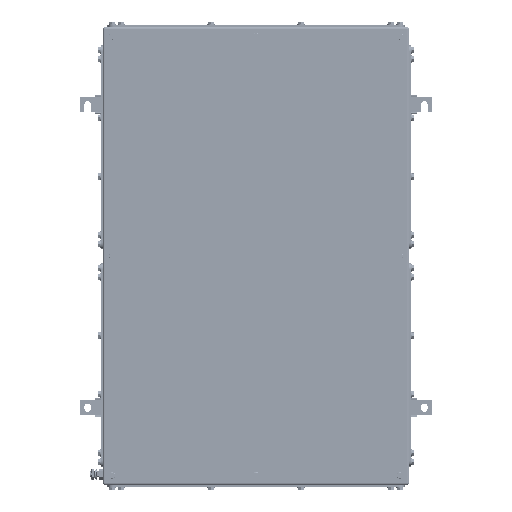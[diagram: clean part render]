
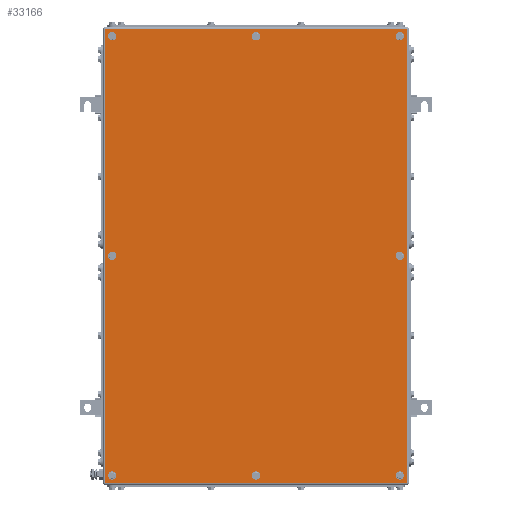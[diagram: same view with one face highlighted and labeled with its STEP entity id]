
A CAD part, top view. The second image highlights one B-rep face of the part: STEP entity #33166.
In plain terms, the highlighted planar face has unit normal (0, 0, 1).
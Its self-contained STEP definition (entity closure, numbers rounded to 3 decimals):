
#32968=AXIS2_PLACEMENT_3D('Circle Axis2P3D',#32966,#32967,$) ;
#32995=AXIS2_PLACEMENT_3D('Plane Axis2P3D',#32992,#32993,#32994) ;
#33033=AXIS2_PLACEMENT_3D('Circle Axis2P3D',#33031,#33032,$) ;
#33042=AXIS2_PLACEMENT_3D('Circle Axis2P3D',#33040,#33041,$) ;
#33051=AXIS2_PLACEMENT_3D('Circle Axis2P3D',#33049,#33050,$) ;
#33060=AXIS2_PLACEMENT_3D('Circle Axis2P3D',#33058,#33059,$) ;
#33069=AXIS2_PLACEMENT_3D('Circle Axis2P3D',#33067,#33068,$) ;
#33078=AXIS2_PLACEMENT_3D('Circle Axis2P3D',#33076,#33077,$) ;
#33087=AXIS2_PLACEMENT_3D('Circle Axis2P3D',#33085,#33086,$) ;
#33096=AXIS2_PLACEMENT_3D('Circle Axis2P3D',#33094,#33095,$) ;
#33105=AXIS2_PLACEMENT_3D('Circle Axis2P3D',#33103,#33104,$) ;
#33114=AXIS2_PLACEMENT_3D('Circle Axis2P3D',#33112,#33113,$) ;
#33123=AXIS2_PLACEMENT_3D('Circle Axis2P3D',#33121,#33122,$) ;
#33132=AXIS2_PLACEMENT_3D('Circle Axis2P3D',#33130,#33131,$) ;
#33141=AXIS2_PLACEMENT_3D('Circle Axis2P3D',#33139,#33140,$) ;
#33150=AXIS2_PLACEMENT_3D('Circle Axis2P3D',#33148,#33149,$) ;
#33159=AXIS2_PLACEMENT_3D('Circle Axis2P3D',#33157,#33158,$) ;
#32963=CARTESIAN_POINT('Vertex',(291.,23.5,203.5)) ;
#32966=CARTESIAN_POINT('Axis2P3D Location',(294.5,23.5,203.5)) ;
#32970=CARTESIAN_POINT('Vertex',(298.,23.5,203.5)) ;
#32992=CARTESIAN_POINT('Axis2P3D Location',(294.5,392.,203.5)) ;
#32997=CARTESIAN_POINT('Line Origine',(294.5,772.5,203.5)) ;
#33001=CARTESIAN_POINT('Vertex',(548.,772.5,203.5)) ;
#33003=CARTESIAN_POINT('Vertex',(41.,772.5,203.5)) ;
#33006=CARTESIAN_POINT('Line Origine',(41.,392.,203.5)) ;
#33010=CARTESIAN_POINT('Vertex',(41.,11.5,203.5)) ;
#33013=CARTESIAN_POINT('Line Origine',(294.5,11.5,203.5)) ;
#33017=CARTESIAN_POINT('Vertex',(548.,11.5,203.5)) ;
#33020=CARTESIAN_POINT('Line Origine',(548.,392.,203.5)) ;
#33031=CARTESIAN_POINT('Axis2P3D Location',(294.5,23.5,203.5)) ;
#33040=CARTESIAN_POINT('Axis2P3D Location',(294.5,760.5,203.5)) ;
#33044=CARTESIAN_POINT('Vertex',(298.,760.5,203.5)) ;
#33046=CARTESIAN_POINT('Vertex',(291.,760.5,203.5)) ;
#33049=CARTESIAN_POINT('Axis2P3D Location',(294.5,760.5,203.5)) ;
#33058=CARTESIAN_POINT('Axis2P3D Location',(53.,392.,203.5)) ;
#33062=CARTESIAN_POINT('Vertex',(49.5,392.,203.5)) ;
#33064=CARTESIAN_POINT('Vertex',(56.5,392.,203.5)) ;
#33067=CARTESIAN_POINT('Axis2P3D Location',(53.,392.,203.5)) ;
#33076=CARTESIAN_POINT('Axis2P3D Location',(536.,392.,203.5)) ;
#33080=CARTESIAN_POINT('Vertex',(539.5,392.,203.5)) ;
#33082=CARTESIAN_POINT('Vertex',(532.5,392.,203.5)) ;
#33085=CARTESIAN_POINT('Axis2P3D Location',(536.,392.,203.5)) ;
#33094=CARTESIAN_POINT('Axis2P3D Location',(53.,760.5,203.5)) ;
#33098=CARTESIAN_POINT('Vertex',(49.5,760.5,203.5)) ;
#33100=CARTESIAN_POINT('Vertex',(56.5,760.5,203.5)) ;
#33103=CARTESIAN_POINT('Axis2P3D Location',(53.,760.5,203.5)) ;
#33112=CARTESIAN_POINT('Axis2P3D Location',(53.,23.5,203.5)) ;
#33116=CARTESIAN_POINT('Vertex',(49.5,23.5,203.5)) ;
#33118=CARTESIAN_POINT('Vertex',(56.5,23.5,203.5)) ;
#33121=CARTESIAN_POINT('Axis2P3D Location',(53.,23.5,203.5)) ;
#33130=CARTESIAN_POINT('Axis2P3D Location',(536.,23.5,203.5)) ;
#33134=CARTESIAN_POINT('Vertex',(539.5,23.5,203.5)) ;
#33136=CARTESIAN_POINT('Vertex',(532.5,23.5,203.5)) ;
#33139=CARTESIAN_POINT('Axis2P3D Location',(536.,23.5,203.5)) ;
#33148=CARTESIAN_POINT('Axis2P3D Location',(536.,760.5,203.5)) ;
#33152=CARTESIAN_POINT('Vertex',(539.5,760.5,203.5)) ;
#33154=CARTESIAN_POINT('Vertex',(532.5,760.5,203.5)) ;
#33157=CARTESIAN_POINT('Axis2P3D Location',(536.,760.5,203.5)) ;
#32967=DIRECTION('Axis2P3D Direction',(0.,0.,1.)) ;
#32993=DIRECTION('Axis2P3D Direction',(0.,0.,1.)) ;
#32994=DIRECTION('Axis2P3D XDirection',(1.,0.,0.)) ;
#32998=DIRECTION('Vector Direction',(1.,0.,0.)) ;
#33007=DIRECTION('Vector Direction',(0.,-1.,0.)) ;
#33014=DIRECTION('Vector Direction',(1.,0.,0.)) ;
#33021=DIRECTION('Vector Direction',(0.,1.,0.)) ;
#33032=DIRECTION('Axis2P3D Direction',(0.,0.,1.)) ;
#33041=DIRECTION('Axis2P3D Direction',(0.,0.,1.)) ;
#33050=DIRECTION('Axis2P3D Direction',(0.,0.,1.)) ;
#33059=DIRECTION('Axis2P3D Direction',(0.,0.,1.)) ;
#33068=DIRECTION('Axis2P3D Direction',(0.,0.,1.)) ;
#33077=DIRECTION('Axis2P3D Direction',(0.,0.,1.)) ;
#33086=DIRECTION('Axis2P3D Direction',(0.,0.,1.)) ;
#33095=DIRECTION('Axis2P3D Direction',(0.,0.,1.)) ;
#33104=DIRECTION('Axis2P3D Direction',(0.,0.,1.)) ;
#33113=DIRECTION('Axis2P3D Direction',(0.,0.,1.)) ;
#33122=DIRECTION('Axis2P3D Direction',(0.,0.,1.)) ;
#33131=DIRECTION('Axis2P3D Direction',(0.,0.,1.)) ;
#33140=DIRECTION('Axis2P3D Direction',(0.,0.,1.)) ;
#33149=DIRECTION('Axis2P3D Direction',(0.,0.,1.)) ;
#33158=DIRECTION('Axis2P3D Direction',(0.,0.,1.)) ;
#32999=VECTOR('Line Direction',#32998,1.) ;
#33008=VECTOR('Line Direction',#33007,1.) ;
#33015=VECTOR('Line Direction',#33014,1.) ;
#33022=VECTOR('Line Direction',#33021,1.) ;
#33026=ORIENTED_EDGE('',*,*,#33005,.T.) ;
#33027=ORIENTED_EDGE('',*,*,#33012,.T.) ;
#33028=ORIENTED_EDGE('',*,*,#33019,.T.) ;
#33029=ORIENTED_EDGE('',*,*,#33024,.T.) ;
#33037=ORIENTED_EDGE('',*,*,#33035,.F.) ;
#33038=ORIENTED_EDGE('',*,*,#32972,.F.) ;
#33055=ORIENTED_EDGE('',*,*,#33048,.F.) ;
#33056=ORIENTED_EDGE('',*,*,#33053,.F.) ;
#33073=ORIENTED_EDGE('',*,*,#33066,.F.) ;
#33074=ORIENTED_EDGE('',*,*,#33071,.F.) ;
#33091=ORIENTED_EDGE('',*,*,#33084,.F.) ;
#33092=ORIENTED_EDGE('',*,*,#33089,.F.) ;
#33109=ORIENTED_EDGE('',*,*,#33102,.F.) ;
#33110=ORIENTED_EDGE('',*,*,#33107,.F.) ;
#33127=ORIENTED_EDGE('',*,*,#33120,.F.) ;
#33128=ORIENTED_EDGE('',*,*,#33125,.F.) ;
#33145=ORIENTED_EDGE('',*,*,#33138,.F.) ;
#33146=ORIENTED_EDGE('',*,*,#33143,.F.) ;
#33163=ORIENTED_EDGE('',*,*,#33156,.F.) ;
#33164=ORIENTED_EDGE('',*,*,#33161,.F.) ;
#33039=FACE_BOUND('',#33036,.T.) ;
#33057=FACE_BOUND('',#33054,.T.) ;
#33075=FACE_BOUND('',#33072,.T.) ;
#33093=FACE_BOUND('',#33090,.T.) ;
#33111=FACE_BOUND('',#33108,.T.) ;
#33129=FACE_BOUND('',#33126,.T.) ;
#33147=FACE_BOUND('',#33144,.T.) ;
#33165=FACE_BOUND('',#33162,.T.) ;
#33166=ADVANCED_FACE('ZUB_KTB_FS_765020_4GP_AllCATPart.2\\ZUB_DE_KTB_FS.1\\DE_KTB_MH_PART_MASTER.1\\Koerper.2',(#33030,#33039,#33057,#33075,#33093,#33111,#33129,#33147,#33165),#32996,.T.) ;
#32969=CIRCLE('generated circle',#32968,3.5) ;
#33034=CIRCLE('generated circle',#33033,3.5) ;
#33043=CIRCLE('generated circle',#33042,3.5) ;
#33052=CIRCLE('generated circle',#33051,3.5) ;
#33061=CIRCLE('generated circle',#33060,3.5) ;
#33070=CIRCLE('generated circle',#33069,3.5) ;
#33079=CIRCLE('generated circle',#33078,3.5) ;
#33088=CIRCLE('generated circle',#33087,3.5) ;
#33097=CIRCLE('generated circle',#33096,3.5) ;
#33106=CIRCLE('generated circle',#33105,3.5) ;
#33115=CIRCLE('generated circle',#33114,3.5) ;
#33124=CIRCLE('generated circle',#33123,3.5) ;
#33133=CIRCLE('generated circle',#33132,3.5) ;
#33142=CIRCLE('generated circle',#33141,3.5) ;
#33151=CIRCLE('generated circle',#33150,3.5) ;
#33160=CIRCLE('generated circle',#33159,3.5) ;
#32972=EDGE_CURVE('',#32964,#32971,#32969,.T.) ;
#33005=EDGE_CURVE('',#33002,#33004,#33000,.F.) ;
#33012=EDGE_CURVE('',#33004,#33011,#33009,.T.) ;
#33019=EDGE_CURVE('',#33011,#33018,#33016,.T.) ;
#33024=EDGE_CURVE('',#33018,#33002,#33023,.T.) ;
#33035=EDGE_CURVE('',#32971,#32964,#33034,.T.) ;
#33048=EDGE_CURVE('',#33045,#33047,#33043,.T.) ;
#33053=EDGE_CURVE('',#33047,#33045,#33052,.T.) ;
#33066=EDGE_CURVE('',#33063,#33065,#33061,.T.) ;
#33071=EDGE_CURVE('',#33065,#33063,#33070,.T.) ;
#33084=EDGE_CURVE('',#33081,#33083,#33079,.T.) ;
#33089=EDGE_CURVE('',#33083,#33081,#33088,.T.) ;
#33102=EDGE_CURVE('',#33099,#33101,#33097,.T.) ;
#33107=EDGE_CURVE('',#33101,#33099,#33106,.T.) ;
#33120=EDGE_CURVE('',#33117,#33119,#33115,.T.) ;
#33125=EDGE_CURVE('',#33119,#33117,#33124,.T.) ;
#33138=EDGE_CURVE('',#33135,#33137,#33133,.T.) ;
#33143=EDGE_CURVE('',#33137,#33135,#33142,.T.) ;
#33156=EDGE_CURVE('',#33153,#33155,#33151,.T.) ;
#33161=EDGE_CURVE('',#33155,#33153,#33160,.T.) ;
#33025=EDGE_LOOP('',(#33026,#33027,#33028,#33029)) ;
#33036=EDGE_LOOP('',(#33037,#33038)) ;
#33054=EDGE_LOOP('',(#33055,#33056)) ;
#33072=EDGE_LOOP('',(#33073,#33074)) ;
#33090=EDGE_LOOP('',(#33091,#33092)) ;
#33108=EDGE_LOOP('',(#33109,#33110)) ;
#33126=EDGE_LOOP('',(#33127,#33128)) ;
#33144=EDGE_LOOP('',(#33145,#33146)) ;
#33162=EDGE_LOOP('',(#33163,#33164)) ;
#33030=FACE_OUTER_BOUND('',#33025,.T.) ;
#33000=LINE('Line',#32997,#32999) ;
#33009=LINE('Line',#33006,#33008) ;
#33016=LINE('Line',#33013,#33015) ;
#33023=LINE('Line',#33020,#33022) ;
#32996=PLANE('',#32995) ;
#32964=VERTEX_POINT('',#32963) ;
#32971=VERTEX_POINT('',#32970) ;
#33002=VERTEX_POINT('',#33001) ;
#33004=VERTEX_POINT('',#33003) ;
#33011=VERTEX_POINT('',#33010) ;
#33018=VERTEX_POINT('',#33017) ;
#33045=VERTEX_POINT('',#33044) ;
#33047=VERTEX_POINT('',#33046) ;
#33063=VERTEX_POINT('',#33062) ;
#33065=VERTEX_POINT('',#33064) ;
#33081=VERTEX_POINT('',#33080) ;
#33083=VERTEX_POINT('',#33082) ;
#33099=VERTEX_POINT('',#33098) ;
#33101=VERTEX_POINT('',#33100) ;
#33117=VERTEX_POINT('',#33116) ;
#33119=VERTEX_POINT('',#33118) ;
#33135=VERTEX_POINT('',#33134) ;
#33137=VERTEX_POINT('',#33136) ;
#33153=VERTEX_POINT('',#33152) ;
#33155=VERTEX_POINT('',#33154) ;
